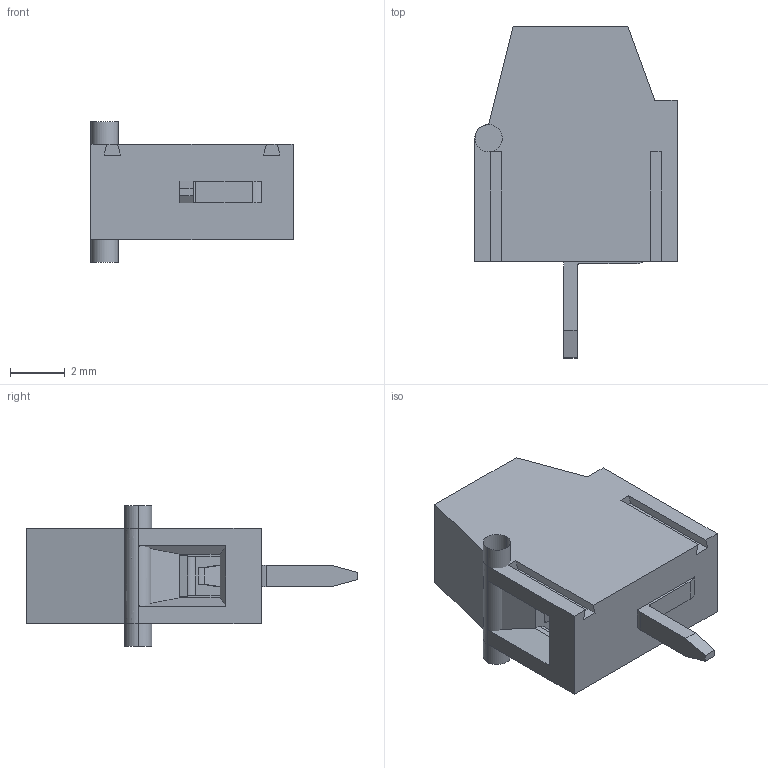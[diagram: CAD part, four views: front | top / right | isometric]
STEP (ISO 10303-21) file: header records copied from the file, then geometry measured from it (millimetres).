
FILE_DESCRIPTION(/* description */ (''),/* implementation_level */ '2;1');
FILE_NAME(/* name */ 'MKED96~1',/* time_stamp */ '2018-02-26T17:35:02+03:00',/* author */ (''),/* organization */ (''),/* preprocessor_version */ 'ST-DEVELOPER v15',/* originating_system */ '',/* authorisation */ '');
FILE_SCHEMA (('AUTOMOTIVE_DESIGN'));
Length unit declared in the file: millimetre
Products named in the file (1): Document
Bounding box: 7.4 x 12.15 x 5.13 mm (x, y, z)
Surface area: 353.8 mm2 (no closed solid volume)
Topology: 0 solids, 6 shells, 117 faces, 355 edges, 237 vertices
Faces by surface type: plane 101, bspline 16
Entity records: 3678 total; most frequent: CARTESIAN_POINT 1388, ORIENTED_EDGE 646, EDGE_CURVE 355, B_SPLINE_CURVE_WITH_KNOTS 303, VERTEX_POINT 237, EDGE_LOOP 120, ADVANCED_FACE 117, FACE_OUTER_BOUND 117
